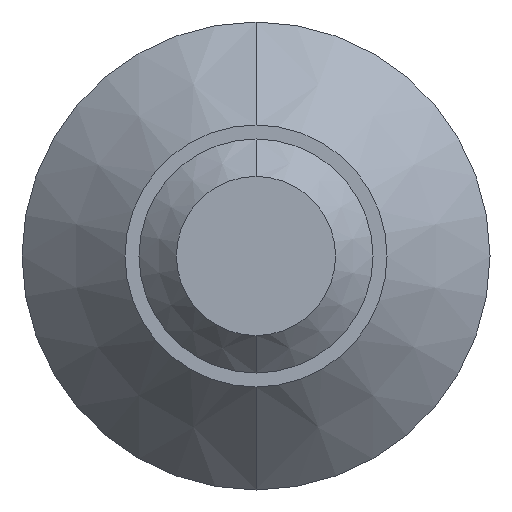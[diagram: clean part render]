
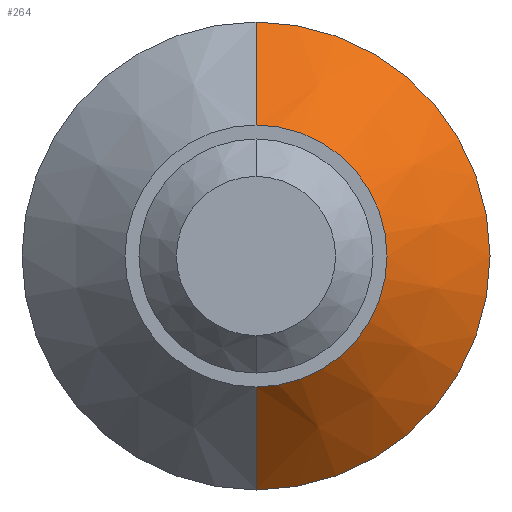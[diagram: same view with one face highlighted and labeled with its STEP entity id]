
A CAD part, front view. The second image highlights one B-rep face of the part: STEP entity #264.
In plain terms, the highlighted conical face has half-angle 45 degrees and reference radius 5 mm.
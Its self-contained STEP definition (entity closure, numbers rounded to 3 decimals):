
#5 = EDGE_CURVE ( 'NONE', #411, #21, #295, .T. ) ;
#21 = VERTEX_POINT ( 'NONE', #440 ) ;
#22 = CARTESIAN_POINT ( 'NONE',  ( 0., -185.8, -5. ) ) ;
#39 = CIRCLE ( 'NONE', #115, 5. ) ;
#43 = VERTEX_POINT ( 'NONE', #96 ) ;
#93 = AXIS2_PLACEMENT_3D ( 'NONE', #336, #305, #391 ) ;
#95 = LINE ( 'NONE', #22, #133 ) ;
#96 = CARTESIAN_POINT ( 'NONE',  ( 0., -185.8, -5. ) ) ;
#104 = DIRECTION ( 'NONE',  ( 0., 1., 0. ) ) ;
#110 = CARTESIAN_POINT ( 'NONE',  ( 0., -188., 0. ) ) ;
#115 = AXIS2_PLACEMENT_3D ( 'NONE', #415, #104, #414 ) ;
#133 = VECTOR ( 'NONE', #340, 1000. ) ;
#157 = VERTEX_POINT ( 'NONE', #223 ) ;
#159 = DIRECTION ( 'NONE',  ( 0., -1., 0. ) ) ;
#181 = EDGE_CURVE ( 'NONE', #21, #43, #39, .T. ) ;
#192 = CIRCLE ( 'NONE', #199, 2.8 ) ;
#199 = AXIS2_PLACEMENT_3D ( 'NONE', #110, #159, #461 ) ;
#223 = CARTESIAN_POINT ( 'NONE',  ( 0., -188., -2.8 ) ) ;
#264 = ADVANCED_FACE ( 'NONE', ( #301 ), #280, .T. ) ;
#275 = CARTESIAN_POINT ( 'NONE',  ( 0., -188., 2.8 ) ) ;
#280 = CONICAL_SURFACE ( 'NONE', #93, 5., 0.785 ) ;
#286 = ORIENTED_EDGE ( 'NONE', *, *, #5, .F. ) ;
#295 = LINE ( 'NONE', #361, #377 ) ;
#296 = EDGE_CURVE ( 'NONE', #157, #43, #95, .T. ) ;
#301 = FACE_OUTER_BOUND ( 'NONE', #380, .T. ) ;
#305 = DIRECTION ( 'NONE',  ( 0., 1., 0. ) ) ;
#312 = EDGE_CURVE ( 'NONE', #157, #411, #192, .T. ) ;
#336 = CARTESIAN_POINT ( 'NONE',  ( 0., -185.8, 0. ) ) ;
#340 = DIRECTION ( 'NONE',  ( 0., 0.707, -0.707 ) ) ;
#356 = DIRECTION ( 'NONE',  ( 0., 0.707, 0.707 ) ) ;
#361 = CARTESIAN_POINT ( 'NONE',  ( 0., -185.8, 5. ) ) ;
#368 = ORIENTED_EDGE ( 'NONE', *, *, #296, .T. ) ;
#376 = ORIENTED_EDGE ( 'NONE', *, *, #181, .F. ) ;
#377 = VECTOR ( 'NONE', #356, 1000. ) ;
#380 = EDGE_LOOP ( 'NONE', ( #395, #368, #376, #286 ) ) ;
#391 = DIRECTION ( 'NONE',  ( 0., 0., 1. ) ) ;
#395 = ORIENTED_EDGE ( 'NONE', *, *, #312, .F. ) ;
#411 = VERTEX_POINT ( 'NONE', #275 ) ;
#414 = DIRECTION ( 'NONE',  ( 0., 0., 1. ) ) ;
#415 = CARTESIAN_POINT ( 'NONE',  ( 0., -185.8, 0. ) ) ;
#440 = CARTESIAN_POINT ( 'NONE',  ( 0., -185.8, 5. ) ) ;
#461 = DIRECTION ( 'NONE',  ( 0., 0., 1. ) ) ;
